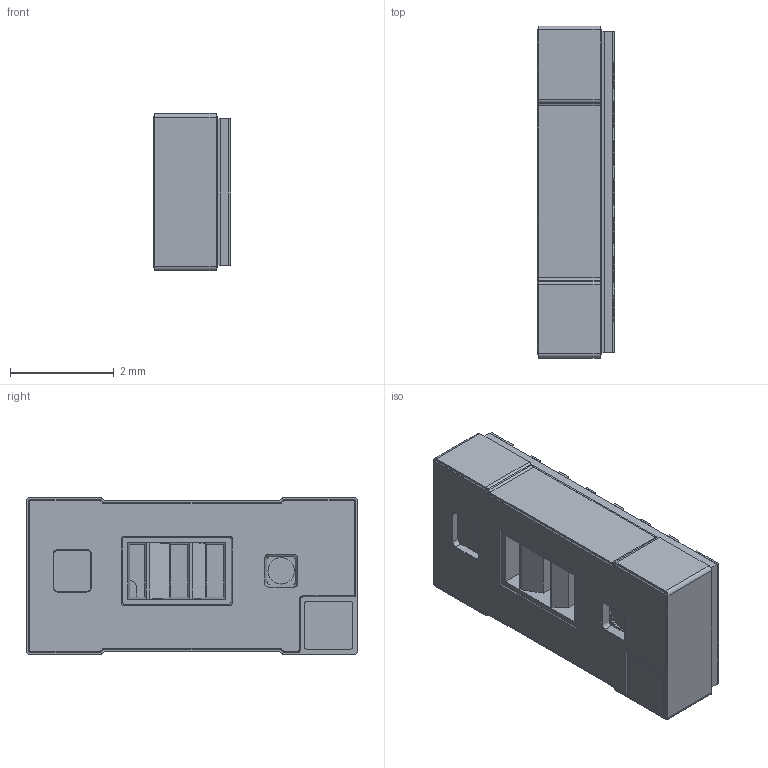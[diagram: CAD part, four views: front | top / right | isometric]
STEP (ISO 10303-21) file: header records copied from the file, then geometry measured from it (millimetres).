
FILE_DESCRIPTION(/* description */ (''),/* implementation_level */ '2;1');
FILE_NAME(/* name */ 'VL53L5 Module.step',/* time_stamp */ '2025-06-18T07:40:52-04:00',/* author */ (''),/* organization */ (''),/* preprocessor_version */ 'ST-DEVELOPER v20.1',/* originating_system */ 'Autodesk Translation Framework v14.10.0.0',/* authorisation */ '');
FILE_SCHEMA (('AUTOMOTIVE_DESIGN { 1 0 10303 214 3 1 1 }'));
Length unit declared in the file: millimetre
Products named in the file (1): VL53L5 Module
Bounding box: 1.5 x 6.4 x 3.03 mm (x, y, z)
Surface area: 119.3 mm2 (no closed solid volume)
Topology: 0 solids, 38 shells, 391 faces, 1405 edges, 1045 vertices
Faces by surface type: plane 329, cylinder 33, cone 27, bspline 2
Full cylindrical faces by diameter (mm): 0.51 x1
Entity records: 15484 total; most frequent: CARTESIAN_POINT 3120, DIRECTION 2316, ORIENTED_EDGE 2188, EDGE_CURVE 1405, LINE 1262, VECTOR 1262, VERTEX_POINT 1045, AXIS2_PLACEMENT_3D 527
